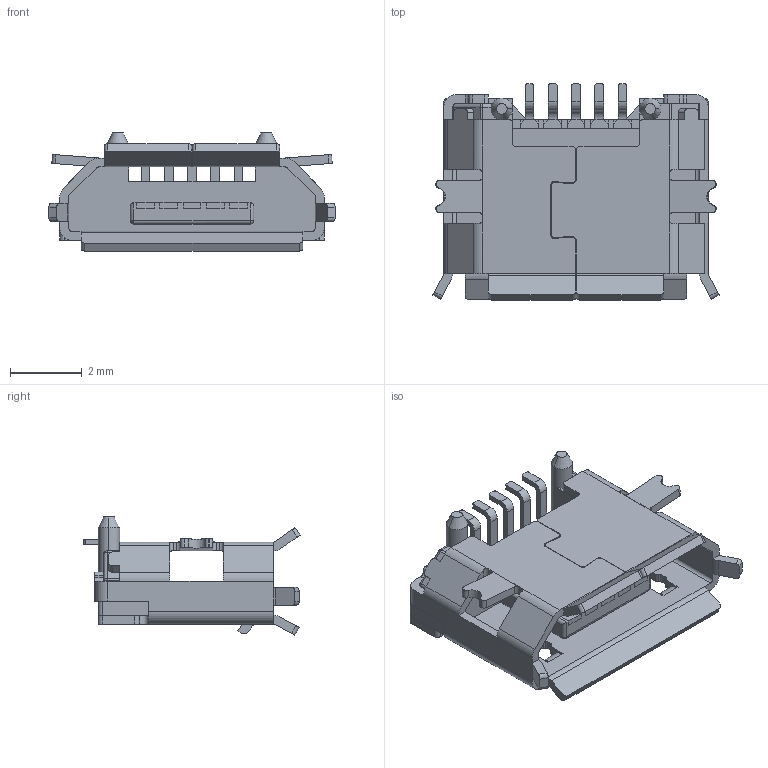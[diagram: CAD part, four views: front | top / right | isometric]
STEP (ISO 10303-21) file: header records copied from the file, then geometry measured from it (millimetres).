
FILE_DESCRIPTION (( 'STEP AP214' ), '1' );
FILE_NAME ('MicroUSB_B.STEP', '2018-03-15T02:17:56', ( 'Microsoft' ), ( 'Microsoft' ), 'SwSTEP 2.0', 'SolidWorks 2017', '' );
FILE_SCHEMA (( 'AUTOMOTIVE_DESIGN' ));
Length unit declared in the file: millimetre
Products named in the file (1): MicroUSB_B
Bounding box: 8 x 6.04 x 3.3 mm (x, y, z)
Volume: 37.5 mm3; surface area: 293.3 mm2
Topology: 7 solids, 7 shells, 465 faces, 1285 edges, 819 vertices
Faces by surface type: plane 281, cylinder 173, bspline 7, cone 4
Entity records: 20141 total; most frequent: CARTESIAN_POINT 2898, ORIENTED_EDGE 2566, DIRECTION 2501, EDGE_CURVE 1283, LINE 921, VECTOR 921, VERTEX_POINT 819, AXIS2_PLACEMENT_3D 790
